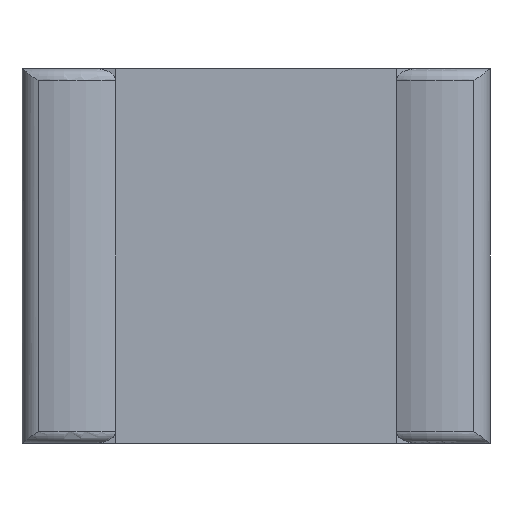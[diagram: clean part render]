
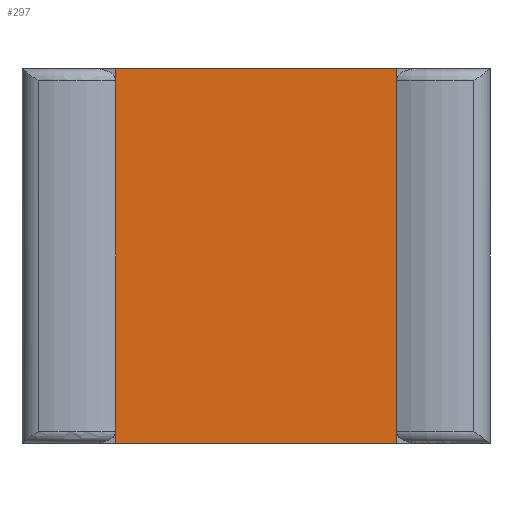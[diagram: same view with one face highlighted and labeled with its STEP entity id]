
A CAD part, front view. The second image highlights one B-rep face of the part: STEP entity #297.
In plain terms, the highlighted planar face has unit normal (0, -1, 0).
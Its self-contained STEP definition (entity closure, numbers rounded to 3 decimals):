
#6 = CARTESIAN_POINT ( 'NONE',  ( 0.75, 0.062, -1. ) ) ;
#66 = VECTOR ( 'NONE', #105, 1000. ) ;
#105 = DIRECTION ( 'NONE',  ( 1., 0., 0. ) ) ;
#133 = CARTESIAN_POINT ( 'NONE',  ( -0.75, 0.063, 1. ) ) ;
#182 = ORIENTED_EDGE ( 'NONE', *, *, #762, .T. ) ;
#200 = CARTESIAN_POINT ( 'NONE',  ( 0.75, 0.062, 1. ) ) ;
#227 = EDGE_CURVE ( 'NONE', #522, #931, #286, .T. ) ;
#274 = DIRECTION ( 'NONE',  ( 0., 0., 1. ) ) ;
#282 = DIRECTION ( 'NONE',  ( 0., 0., -1. ) ) ;
#286 = LINE ( 'NONE', #336, #953 ) ;
#297 = ADVANCED_FACE ( 'NONE', ( #298 ), #969, .F. ) ;
#298 = FACE_OUTER_BOUND ( 'NONE', #377, .T. ) ;
#304 = VERTEX_POINT ( 'NONE', #812 ) ;
#333 = LINE ( 'NONE', #200, #927 ) ;
#336 = CARTESIAN_POINT ( 'NONE',  ( -0.75, 0.063, -1. ) ) ;
#359 = EDGE_CURVE ( 'NONE', #304, #931, #333, .T. ) ;
#362 = DIRECTION ( 'NONE',  ( 0., 0., -1. ) ) ;
#377 = EDGE_LOOP ( 'NONE', ( #182, #616, #559, #431 ) ) ;
#424 = DIRECTION ( 'NONE',  ( 1., 0., 0. ) ) ;
#431 = ORIENTED_EDGE ( 'NONE', *, *, #988, .F. ) ;
#450 = LINE ( 'NONE', #523, #751 ) ;
#490 = AXIS2_PLACEMENT_3D ( 'NONE', #133, #975, #274 ) ;
#522 = VERTEX_POINT ( 'NONE', #917 ) ;
#523 = CARTESIAN_POINT ( 'NONE',  ( -0.75, 0.063, 1. ) ) ;
#559 = ORIENTED_EDGE ( 'NONE', *, *, #359, .F. ) ;
#616 = ORIENTED_EDGE ( 'NONE', *, *, #227, .T. ) ;
#621 = CARTESIAN_POINT ( 'NONE',  ( -0.75, 0.063, 1. ) ) ;
#673 = LINE ( 'NONE', #708, #66 ) ;
#708 = CARTESIAN_POINT ( 'NONE',  ( -0.75, 0.063, 1. ) ) ;
#751 = VECTOR ( 'NONE', #362, 1000. ) ;
#762 = EDGE_CURVE ( 'NONE', #983, #522, #450, .T. ) ;
#812 = CARTESIAN_POINT ( 'NONE',  ( 0.75, 0.062, 1. ) ) ;
#917 = CARTESIAN_POINT ( 'NONE',  ( -0.75, 0.063, -1. ) ) ;
#927 = VECTOR ( 'NONE', #282, 1000. ) ;
#931 = VERTEX_POINT ( 'NONE', #6 ) ;
#953 = VECTOR ( 'NONE', #424, 1000. ) ;
#969 = PLANE ( 'NONE',  #490 ) ;
#975 = DIRECTION ( 'NONE',  ( 0., 1., 0. ) ) ;
#983 = VERTEX_POINT ( 'NONE', #621 ) ;
#988 = EDGE_CURVE ( 'NONE', #983, #304, #673, .T. ) ;
